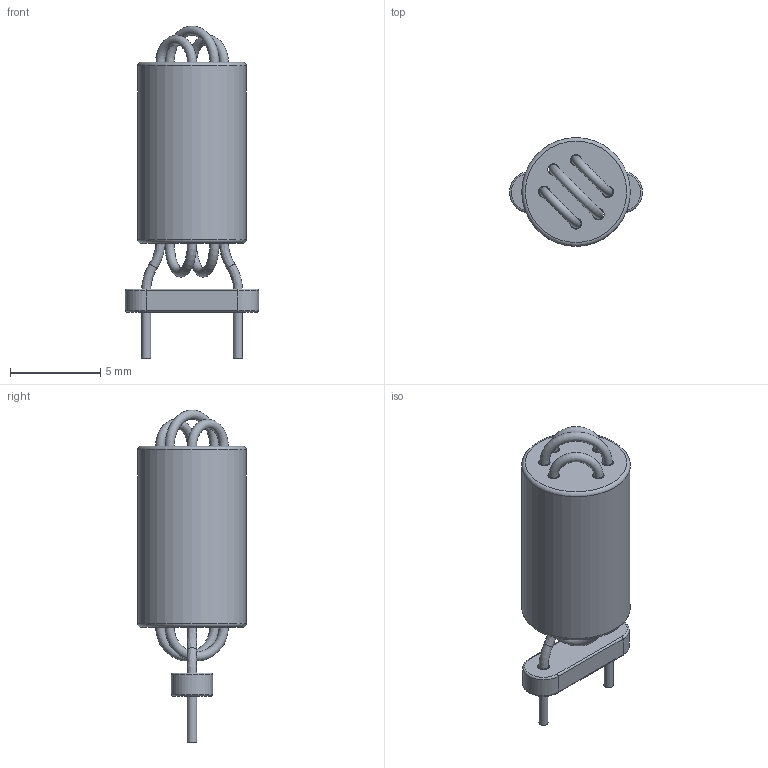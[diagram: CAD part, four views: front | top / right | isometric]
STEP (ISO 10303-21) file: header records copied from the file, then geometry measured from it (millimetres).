
FILE_DESCRIPTION(/* description */ (''),/* implementation_level */ '2;1');
FILE_NAME(/* name */ 'LairdTech_28C0236-0JW-10.stp',/* time_stamp */ '2019-01-19T15:47:27-05:00',/* author */ ('huesof'),/* organization */ (''),/* preprocessor_version */ 'ST-DEVELOPER v17.2',/* originating_system */ 'Autodesk Inventor 2019',/* authorisation */ '');
FILE_SCHEMA (('AUTOMOTIVE_DESIGN { 1 0 10303 214 3 1 1 }'));
Length unit declared in the file: millimetre
Products named in the file (1): LairdTech_28C0236-0JW-10__
Bounding box: 7.37 x 6 x 18.36 mm (x, y, z)
Volume: 302.1 mm3; surface area: 567.8 mm2
Topology: 3 solids, 3 shells, 46 faces, 121 edges, 81 vertices
Faces by surface type: cylinder 23, torus 11, plane 8, bspline 4
Full cylindrical faces by diameter (mm): 0.508 x8, 0.635 x8, 6 x1
Entity records: 1660 total; most frequent: CARTESIAN_POINT 353, DIRECTION 299, ORIENTED_EDGE 242, AXIS2_PLACEMENT_3D 135, EDGE_CURVE 121, CIRCLE 92, VERTEX_POINT 81, EDGE_LOOP 62
